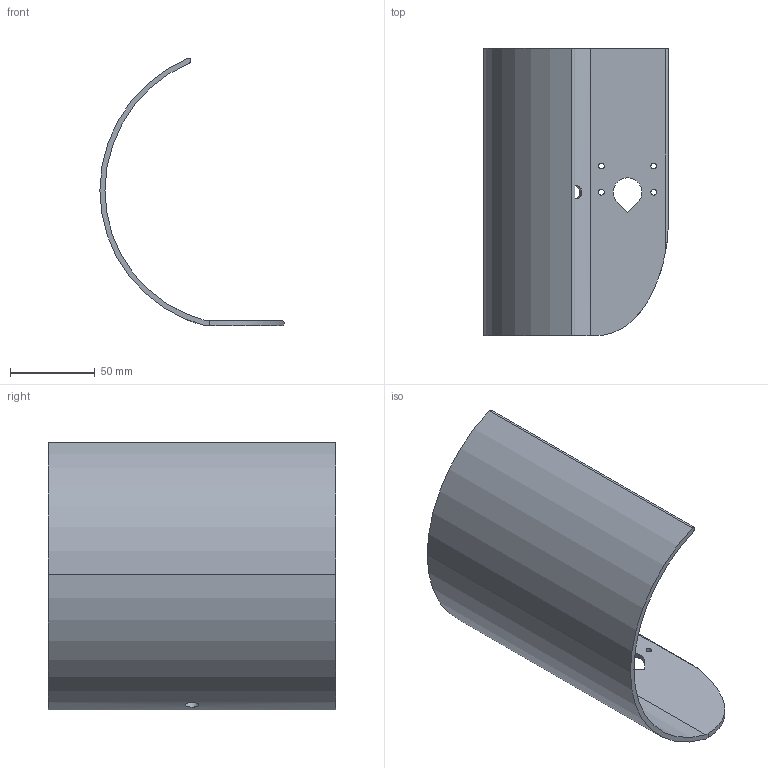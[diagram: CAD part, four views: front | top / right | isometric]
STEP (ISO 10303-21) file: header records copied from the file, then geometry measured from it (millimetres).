
FILE_DESCRIPTION(('FreeCAD Model'),'2;1');
FILE_NAME('Open CASCADE Shape Model','2024-11-18T22:32:08',(''),(''), 'Open CASCADE STEP processor 7.7','FreeCAD','Unknown');
FILE_SCHEMA(('AUTOMOTIVE_DESIGN { 1 0 10303 214 1 1 1 1 }'));
Length unit declared in the file: millimetre
Products named in the file (1): optional-cylindrical-dome
Bounding box: 109 x 170 x 158.36 mm (x, y, z)
Volume: 125740.4 mm3; surface area: 86484.1 mm2
Topology: 1 solids, 1 shells, 19 faces, 52 edges, 35 vertices
Faces by surface type: cylinder 12, plane 6, extrusion 1
Full cylindrical faces by diameter (mm): 3.4 x4, 8 x1
Entity records: 898 total; most frequent: CARTESIAN_POINT 354, DIRECTION 106, ORIENTED_EDGE 104, EDGE_CURVE 52, AXIS2_PLACEMENT_3D 40, VERTEX_POINT 35, FACE_BOUND 31, EDGE_LOOP 31
